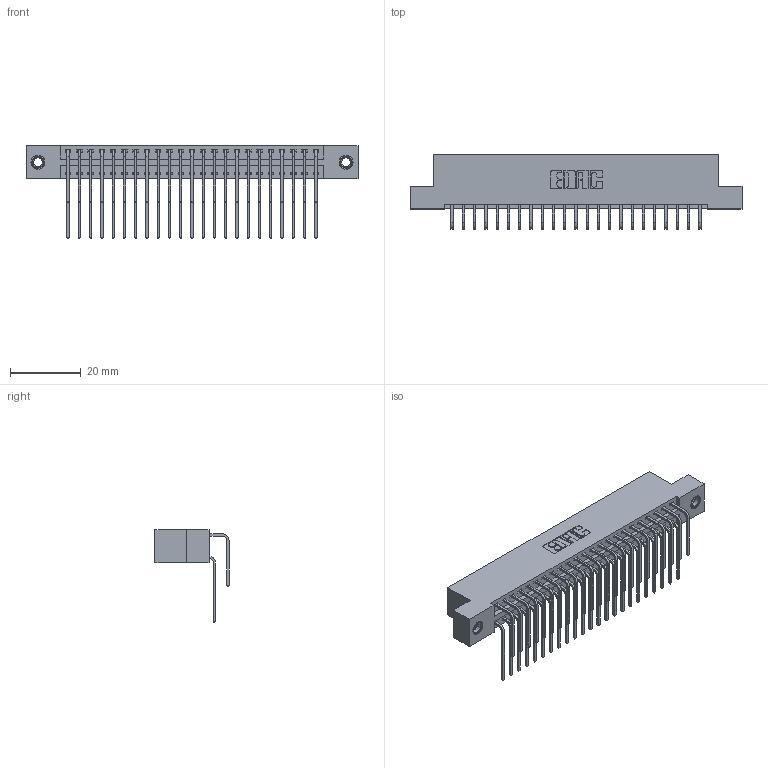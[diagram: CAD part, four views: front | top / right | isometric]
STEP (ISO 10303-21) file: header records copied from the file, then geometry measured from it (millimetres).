
FILE_DESCRIPTION (( 'STEP AP203' ), '1' );
FILE_NAME ('396-046-559-207.STEP', '2018-09-07T09:44:41', ( '' ), ( '' ), 'SwSTEP 2.0', 'SolidWorks 2016', '' );
FILE_SCHEMA (( 'CONFIG_CONTROL_DESIGN' ));
Length unit declared in the file: inch
Products named in the file (5): 345-292-001_559 Tail - 2; 345-250-001_345-250-005-103; 396-046-559-207; 346 Part_Flush Mounting Lugs - 0.156 Dia-TI; 345-292-001_558 559 Tail - 1
Assembly tree (49 placements, depth 2):
  396-046-559-207
    346 Part_Flush Mounting Lugs - 0.156 Dia-TI
    345-292-001_558 559 Tail - 1  x23
    345-292-001_559 Tail - 2  x23
    345-250-001_345-250-005-103  x2
Bounding box: 93.6 x 20.89 x 26.16 mm (x, y, z)
Volume: 9231.3 mm3; surface area: 13697.3 mm2
Topology: 49 solids, 49 shells, 2666 faces, 7871 edges, 5178 vertices
Faces by surface type: plane 1810, cylinder 840, cone 12, torus 4
Entity records: 20538 total; most frequent: CARTESIAN_POINT 3446, ORIENTED_EDGE 3322, DIRECTION 3087, EDGE_CURVE 1661, LINE 1377, VECTOR 1377, VERTEX_POINT 1100, AXIS2_PLACEMENT_3D 855
